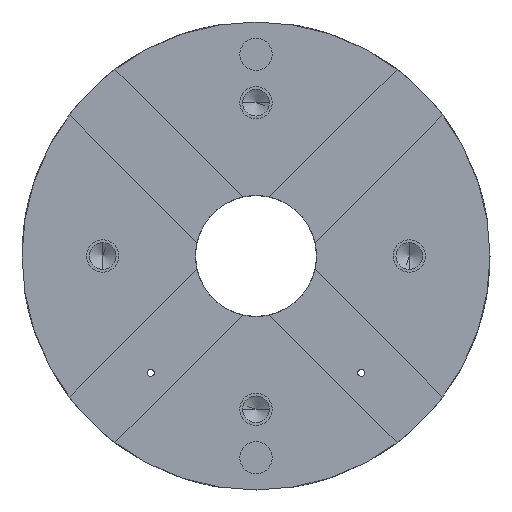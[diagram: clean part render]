
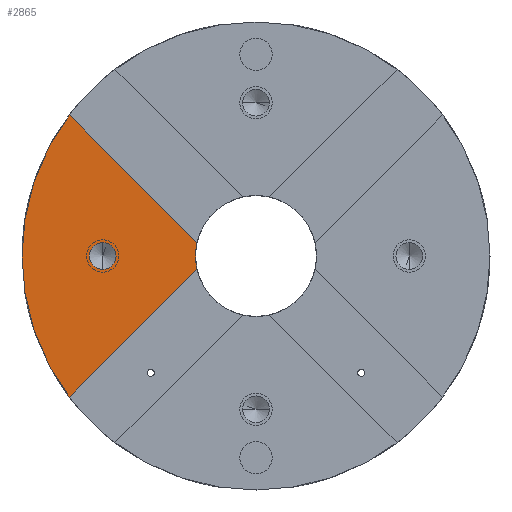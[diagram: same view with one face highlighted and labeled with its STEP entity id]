
A CAD part, front view. The second image highlights one B-rep face of the part: STEP entity #2865.
In plain terms, the highlighted planar face has unit normal (0, -1, 0).
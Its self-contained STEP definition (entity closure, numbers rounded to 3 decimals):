
#976=DIRECTION('',(0.707,0.,-0.707));
#977=VECTOR('',#976,22.379);
#978=CARTESIAN_POINT('',(-23.136,-6.,17.485));
#979=LINE('',#978,#977);
#983=CARTESIAN_POINT('',(0.,-6.,0.));
#984=DIRECTION('',(0.,1.,0.));
#985=DIRECTION('',(-0.975,0.,-0.221));
#986=AXIS2_PLACEMENT_3D('',#983,#984,#985);
#991=DIRECTION('',(-0.707,0.,-0.707));
#992=VECTOR('',#991,22.379);
#993=CARTESIAN_POINT('',(-7.315,-6.,-1.657));
#994=LINE('',#993,#992);
#998=CARTESIAN_POINT('',(0.,-6.,0.));
#999=DIRECTION('',(0.,-1.,0.));
#1000=DIRECTION('',(-0.798,0.,0.603));
#1001=AXIS2_PLACEMENT_3D('',#998,#999,#1000);
#1064=CARTESIAN_POINT('',(-19.,-6.,0.));
#1065=DIRECTION('',(0.,-1.,0.));
#1066=DIRECTION('',(0.,0.,1.));
#1067=AXIS2_PLACEMENT_3D('',#1064,#1065,#1066);
#1072=CARTESIAN_POINT('',(-19.,-6.,0.));
#1073=DIRECTION('',(0.,-1.,0.));
#1074=DIRECTION('',(0.,0.,-1.));
#1075=AXIS2_PLACEMENT_3D('',#1072,#1073,#1074);
#2102=CARTESIAN_POINT('',(-23.141,-6.,-17.479));
#2103=VERTEX_POINT('',#2102);
#2110=CARTESIAN_POINT('',(-7.315,-6.,-1.657));
#2111=VERTEX_POINT('',#2110);
#2116=CARTESIAN_POINT('',(-23.136,-6.,17.485));
#2117=VERTEX_POINT('',#2116);
#2124=CARTESIAN_POINT('',(-7.314,-6.,1.659));
#2125=VERTEX_POINT('',#2124);
#2176=CARTESIAN_POINT('',(-19.,-6.,1.65));
#2177=CARTESIAN_POINT('',(-19.,-6.,-1.65));
#2178=VERTEX_POINT('',#2176);
#2179=VERTEX_POINT('',#2177);
#2845=CARTESIAN_POINT('',(0.,-6.,0.));
#2846=DIRECTION('',(0.,-1.,0.));
#2847=DIRECTION('',(0.,0.,1.));
#2848=AXIS2_PLACEMENT_3D('',#2845,#2846,#2847);
#2849=PLANE('',#2848);
#2851=ORIENTED_EDGE('',*,*,#2850,.T.);
#2853=ORIENTED_EDGE('',*,*,#2852,.F.);
#2855=ORIENTED_EDGE('',*,*,#2854,.T.);
#2856=ORIENTED_EDGE('',*,*,#2371,.F.);
#2857=EDGE_LOOP('',(#2851,#2853,#2855,#2856));
#2858=FACE_OUTER_BOUND('',#2857,.F.);
#2860=ORIENTED_EDGE('',*,*,#2859,.T.);
#2862=ORIENTED_EDGE('',*,*,#2861,.T.);
#2863=EDGE_LOOP('',(#2860,#2862));
#2864=FACE_BOUND('',#2863,.F.);
#987=CIRCLE('',#986,7.5);
#1002=CIRCLE('',#1001,29.);
#1068=CIRCLE('',#1067,1.65);
#1076=CIRCLE('',#1075,1.65);
#2371=EDGE_CURVE('',#2117,#2103,#1002,.T.);
#2850=EDGE_CURVE('',#2117,#2125,#979,.T.);
#2852=EDGE_CURVE('',#2111,#2125,#987,.T.);
#2854=EDGE_CURVE('',#2111,#2103,#994,.T.);
#2859=EDGE_CURVE('',#2178,#2179,#1068,.T.);
#2861=EDGE_CURVE('',#2179,#2178,#1076,.T.);
#2865=ADVANCED_FACE('',(#2858,#2864),#2849,.T.);
